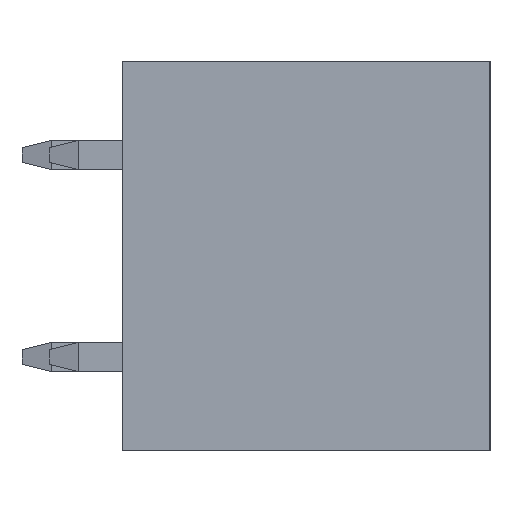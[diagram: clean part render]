
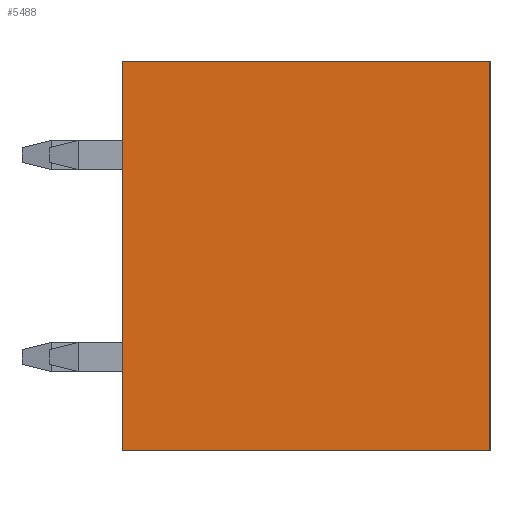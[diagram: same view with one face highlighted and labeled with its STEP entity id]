
A CAD part, left-side view. The second image highlights one B-rep face of the part: STEP entity #5488.
In plain terms, the highlighted planar face has unit normal (-1, 0, 0).
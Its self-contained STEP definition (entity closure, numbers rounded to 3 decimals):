
#635=LINE('',#8782,#1247);
#645=LINE('',#8803,#1257);
#650=LINE('',#8812,#1262);
#669=LINE('',#8850,#1281);
#1247=VECTOR('',#7162,1000.);
#1257=VECTOR('',#7176,1000.);
#1262=VECTOR('',#7183,1000.);
#1281=VECTOR('',#7210,1000.);
#2524=ORIENTED_EDGE('',*,*,#3524,.T.);
#2525=ORIENTED_EDGE('',*,*,#3514,.T.);
#2526=ORIENTED_EDGE('',*,*,#3551,.T.);
#2527=ORIENTED_EDGE('',*,*,#3529,.T.);
#3514=EDGE_CURVE('',#4097,#4096,#635,.T.);
#3524=EDGE_CURVE('',#4106,#4097,#645,.T.);
#3529=EDGE_CURVE('',#4109,#4106,#650,.T.);
#3551=EDGE_CURVE('',#4096,#4109,#669,.T.);
#4096=VERTEX_POINT('',#8781);
#4097=VERTEX_POINT('',#8783);
#4106=VERTEX_POINT('',#8804);
#4109=VERTEX_POINT('',#8813);
#4589=EDGE_LOOP('',(#2524,#2525,#2526,#2527));
#4955=FACE_BOUND('',#4589,.T.);
#5206=PLANE('',#5944);
#5488=ADVANCED_FACE('',(#4955),#5206,.T.);
#5944=AXIS2_PLACEMENT_3D('',#8851,#7211,#7212);
#7162=DIRECTION('',(0.,-1.,0.));
#7176=DIRECTION('',(0.,0.,-1.));
#7183=DIRECTION('',(0.,1.,0.));
#7210=DIRECTION('',(0.,0.,1.));
#7211=DIRECTION('',(-1.,0.,0.));
#7212=DIRECTION('',(0.,0.,1.));
#8781=CARTESIAN_POINT('',(-7.4,-5.,-5.3));
#8782=CARTESIAN_POINT('',(-7.4,5.,-5.3));
#8783=CARTESIAN_POINT('',(-7.4,5.,-5.3));
#8803=CARTESIAN_POINT('',(-7.4,5.,5.3));
#8804=CARTESIAN_POINT('',(-7.4,5.,5.3));
#8812=CARTESIAN_POINT('',(-7.4,-5.,5.3));
#8813=CARTESIAN_POINT('',(-7.4,-5.,5.3));
#8850=CARTESIAN_POINT('',(-7.4,-5.,-5.3));
#8851=CARTESIAN_POINT('',(-7.4,0.,0.));
